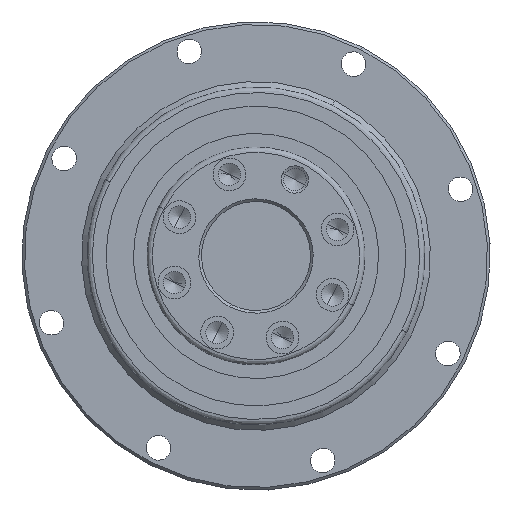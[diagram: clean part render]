
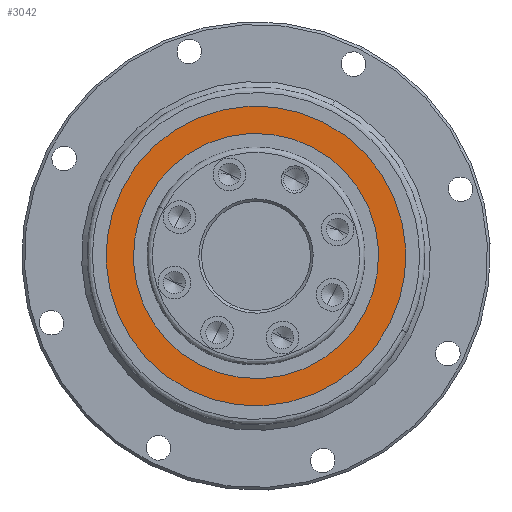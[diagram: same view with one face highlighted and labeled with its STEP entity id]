
A CAD part, left-side view. The second image highlights one B-rep face of the part: STEP entity #3042.
In plain terms, the highlighted planar face has unit normal (-1, 0, 0).
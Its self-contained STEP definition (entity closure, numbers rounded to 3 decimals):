
#29 = CIRCLE ( 'NONE', #3607, 22.5 ) ;
#214 = CARTESIAN_POINT ( 'NONE',  ( -34.47, 22.5, 0. ) ) ;
#422 = FACE_BOUND ( 'NONE', #1194, .T. ) ;
#431 = CARTESIAN_POINT ( 'NONE',  ( -34.47, -22.5, 0. ) ) ;
#501 = FACE_OUTER_BOUND ( 'NONE', #1290, .T. ) ;
#554 = CIRCLE ( 'NONE', #5618, 27.5 ) ;
#665 = ORIENTED_EDGE ( 'NONE', *, *, #4511, .T. ) ;
#899 = AXIS2_PLACEMENT_3D ( 'NONE', #2580, #3287, #3241 ) ;
#1058 = ORIENTED_EDGE ( 'NONE', *, *, #4695, .T. ) ;
#1169 = AXIS2_PLACEMENT_3D ( 'NONE', #3343, #2611, #3078 ) ;
#1194 = EDGE_LOOP ( 'NONE', ( #665, #4400 ) ) ;
#1290 = EDGE_LOOP ( 'NONE', ( #3212, #1058 ) ) ;
#2003 = CARTESIAN_POINT ( 'NONE',  ( -34.47, 0., 0. ) ) ;
#2032 = DIRECTION ( 'NONE',  ( 1., 0., 0. ) ) ;
#2285 = VERTEX_POINT ( 'NONE', #431 ) ;
#2313 = VERTEX_POINT ( 'NONE', #214 ) ;
#2358 = EDGE_CURVE ( 'NONE', #2382, #2372, #4040, .T. ) ;
#2372 = VERTEX_POINT ( 'NONE', #4459 ) ;
#2382 = VERTEX_POINT ( 'NONE', #4705 ) ;
#2580 = CARTESIAN_POINT ( 'NONE',  ( -34.47, 0., 0. ) ) ;
#2611 = DIRECTION ( 'NONE',  ( 1., 0., 0. ) ) ;
#2646 = DIRECTION ( 'NONE',  ( 0., 1., 0. ) ) ;
#3042 = ADVANCED_FACE ( 'NONE', ( #501, #422 ), #6683, .T. ) ;
#3078 = DIRECTION ( 'NONE',  ( 0., 1., 0. ) ) ;
#3212 = ORIENTED_EDGE ( 'NONE', *, *, #2358, .T. ) ;
#3241 = DIRECTION ( 'NONE',  ( 0., -1., 0. ) ) ;
#3287 = DIRECTION ( 'NONE',  ( -1., 0., 0. ) ) ;
#3343 = CARTESIAN_POINT ( 'NONE',  ( -34.47, 0., 0. ) ) ;
#3607 = AXIS2_PLACEMENT_3D ( 'NONE', #2003, #2032, #2646 ) ;
#3624 = CARTESIAN_POINT ( 'NONE',  ( -34.47, 0., 0. ) ) ;
#3656 = DIRECTION ( 'NONE',  ( -1., 0., 0. ) ) ;
#3696 = DIRECTION ( 'NONE',  ( 0., 1., 0. ) ) ;
#4040 = CIRCLE ( 'NONE', #5542, 27.5 ) ;
#4185 = CIRCLE ( 'NONE', #1169, 22.5 ) ;
#4400 = ORIENTED_EDGE ( 'NONE', *, *, #4659, .T. ) ;
#4459 = CARTESIAN_POINT ( 'NONE',  ( -34.47, -27.5, 0. ) ) ;
#4511 = EDGE_CURVE ( 'NONE', #2313, #2285, #4185, .T. ) ;
#4659 = EDGE_CURVE ( 'NONE', #2285, #2313, #29, .T. ) ;
#4695 = EDGE_CURVE ( 'NONE', #2372, #2382, #554, .T. ) ;
#4705 = CARTESIAN_POINT ( 'NONE',  ( -34.47, 27.5, 0. ) ) ;
#5025 = CARTESIAN_POINT ( 'NONE',  ( -34.47, 0., 0. ) ) ;
#5072 = DIRECTION ( 'NONE',  ( -1., 0., 0. ) ) ;
#5088 = DIRECTION ( 'NONE',  ( 0., 1., 0. ) ) ;
#5542 = AXIS2_PLACEMENT_3D ( 'NONE', #5025, #5072, #5088 ) ;
#5618 = AXIS2_PLACEMENT_3D ( 'NONE', #3624, #3656, #3696 ) ;
#6683 = PLANE ( 'NONE',  #899 ) ;
